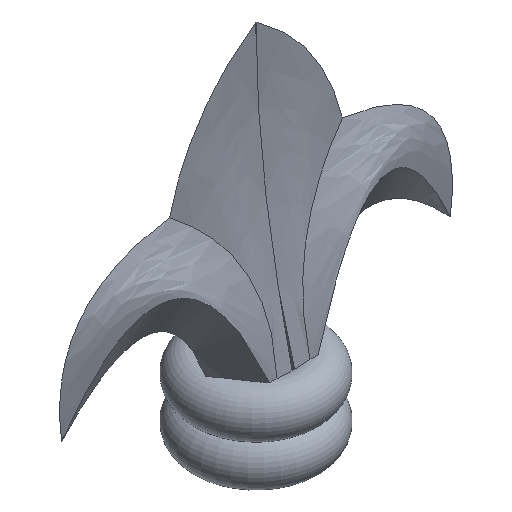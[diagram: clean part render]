
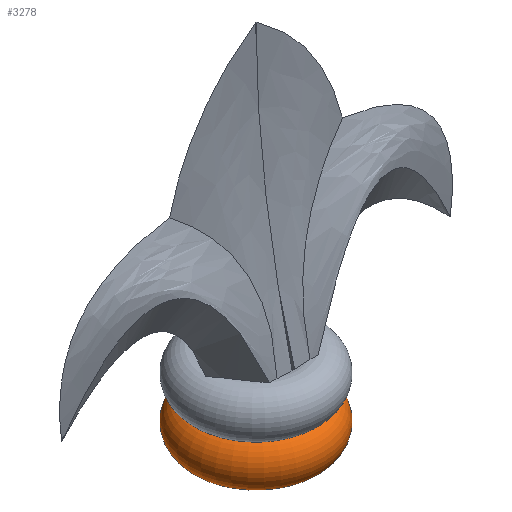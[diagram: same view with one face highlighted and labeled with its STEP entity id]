
A CAD part, isometric view. The second image highlights one B-rep face of the part: STEP entity #3278.
In plain terms, the highlighted toroidal (fillet/blend) face has major radius 6 mm and minor radius 3 mm.
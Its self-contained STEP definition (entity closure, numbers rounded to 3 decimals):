
#31 = TOROIDAL_SURFACE('',#32,6.,3.);
#32 = AXIS2_PLACEMENT_3D('',#33,#34,#35);
#33 = CARTESIAN_POINT('',(0.,0.,-0.5));
#34 = DIRECTION('',(-0.,-0.,-1.));
#35 = DIRECTION('',(1.,0.,0.));
#758 = VERTEX_POINT('',#759);
#759 = CARTESIAN_POINT('',(7.199,0.,-3.25));
#781 = EDGE_CURVE('',#758,#758,#782,.T.);
#782 = SURFACE_CURVE('',#783,(#788,#795),.PCURVE_S1.);
#783 = CIRCLE('',#784,7.199);
#784 = AXIS2_PLACEMENT_3D('',#785,#786,#787);
#785 = CARTESIAN_POINT('',(0.,0.,-3.25));
#786 = DIRECTION('',(0.,0.,-1.));
#787 = DIRECTION('',(1.,0.,0.));
#788 = PCURVE('',#31,#789);
#789 = DEFINITIONAL_REPRESENTATION('',(#790),#794);
#790 = LINE('',#791,#792);
#791 = CARTESIAN_POINT('',(-6.283,7.443));
#792 = VECTOR('',#793,1.);
#793 = DIRECTION('',(1.,-0.));
#794 = ( GEOMETRIC_REPRESENTATION_CONTEXT(2) 
PARAMETRIC_REPRESENTATION_CONTEXT() REPRESENTATION_CONTEXT('2D SPACE',''
  ) );
#795 = PCURVE('',#796,#801);
#796 = TOROIDAL_SURFACE('',#797,6.,3.);
#797 = AXIS2_PLACEMENT_3D('',#798,#799,#800);
#798 = CARTESIAN_POINT('',(0.,0.,-6.));
#799 = DIRECTION('',(-0.,-0.,-1.));
#800 = DIRECTION('',(1.,0.,0.));
#801 = DEFINITIONAL_REPRESENTATION('',(#802),#806);
#802 = LINE('',#803,#804);
#803 = CARTESIAN_POINT('',(-6.283,5.124));
#804 = VECTOR('',#805,1.);
#805 = DIRECTION('',(1.,-0.));
#806 = ( GEOMETRIC_REPRESENTATION_CONTEXT(2) 
PARAMETRIC_REPRESENTATION_CONTEXT() REPRESENTATION_CONTEXT('2D SPACE',''
  ) );
#3278 = ADVANCED_FACE('',(#3279),#796,.T.);
#3279 = FACE_BOUND('',#3280,.F.);
#3280 = EDGE_LOOP('',(#3281,#3310,#3332,#3333));
#3281 = ORIENTED_EDGE('',*,*,#3282,.F.);
#3282 = EDGE_CURVE('',#3283,#3283,#3285,.T.);
#3283 = VERTEX_POINT('',#3284);
#3284 = CARTESIAN_POINT('',(3.,0.,-6.));
#3285 = SURFACE_CURVE('',#3286,(#3291,#3298),.PCURVE_S1.);
#3286 = CIRCLE('',#3287,3.);
#3287 = AXIS2_PLACEMENT_3D('',#3288,#3289,#3290);
#3288 = CARTESIAN_POINT('',(0.,0.,-6.));
#3289 = DIRECTION('',(0.,0.,1.));
#3290 = DIRECTION('',(1.,0.,0.));
#3291 = PCURVE('',#796,#3292);
#3292 = DEFINITIONAL_REPRESENTATION('',(#3293),#3297);
#3293 = LINE('',#3294,#3295);
#3294 = CARTESIAN_POINT('',(-0.,9.425));
#3295 = VECTOR('',#3296,1.);
#3296 = DIRECTION('',(-1.,0.));
#3297 = ( GEOMETRIC_REPRESENTATION_CONTEXT(2) 
PARAMETRIC_REPRESENTATION_CONTEXT() REPRESENTATION_CONTEXT('2D SPACE',''
  ) );
#3298 = PCURVE('',#3299,#3304);
#3299 = TOROIDAL_SURFACE('',#3300,6.,3.);
#3300 = AXIS2_PLACEMENT_3D('',#3301,#3302,#3303);
#3301 = CARTESIAN_POINT('',(0.,0.,-6.));
#3302 = DIRECTION('',(-0.,-0.,-1.));
#3303 = DIRECTION('',(1.,0.,0.));
#3304 = DEFINITIONAL_REPRESENTATION('',(#3305),#3309);
#3305 = LINE('',#3306,#3307);
#3306 = CARTESIAN_POINT('',(-0.,3.142));
#3307 = VECTOR('',#3308,1.);
#3308 = DIRECTION('',(-1.,0.));
#3309 = ( GEOMETRIC_REPRESENTATION_CONTEXT(2) 
PARAMETRIC_REPRESENTATION_CONTEXT() REPRESENTATION_CONTEXT('2D SPACE',''
  ) );
#3310 = ORIENTED_EDGE('',*,*,#3311,.F.);
#3311 = EDGE_CURVE('',#758,#3283,#3312,.T.);
#3312 = SEAM_CURVE('',#3313,(#3318,#3325),.PCURVE_S1.);
#3313 = CIRCLE('',#3314,3.);
#3314 = AXIS2_PLACEMENT_3D('',#3315,#3316,#3317);
#3315 = CARTESIAN_POINT('',(6.,0.,-6.));
#3316 = DIRECTION('',(-0.,1.,0.));
#3317 = DIRECTION('',(1.,0.,0.));
#3318 = PCURVE('',#796,#3319);
#3319 = DEFINITIONAL_REPRESENTATION('',(#3320),#3324);
#3320 = LINE('',#3321,#3322);
#3321 = CARTESIAN_POINT('',(-6.283,0.));
#3322 = VECTOR('',#3323,1.);
#3323 = DIRECTION('',(-0.,1.));
#3324 = ( GEOMETRIC_REPRESENTATION_CONTEXT(2) 
PARAMETRIC_REPRESENTATION_CONTEXT() REPRESENTATION_CONTEXT('2D SPACE',''
  ) );
#3325 = PCURVE('',#796,#3326);
#3326 = DEFINITIONAL_REPRESENTATION('',(#3327),#3331);
#3327 = LINE('',#3328,#3329);
#3328 = CARTESIAN_POINT('',(-0.,0.));
#3329 = VECTOR('',#3330,1.);
#3330 = DIRECTION('',(-0.,1.));
#3331 = ( GEOMETRIC_REPRESENTATION_CONTEXT(2) 
PARAMETRIC_REPRESENTATION_CONTEXT() REPRESENTATION_CONTEXT('2D SPACE',''
  ) );
#3332 = ORIENTED_EDGE('',*,*,#781,.F.);
#3333 = ORIENTED_EDGE('',*,*,#3311,.T.);
